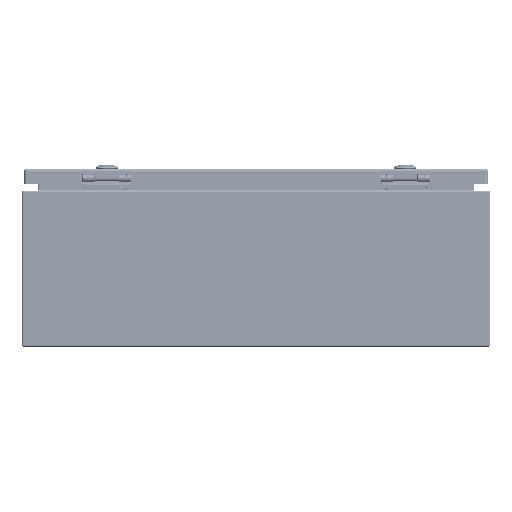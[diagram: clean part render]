
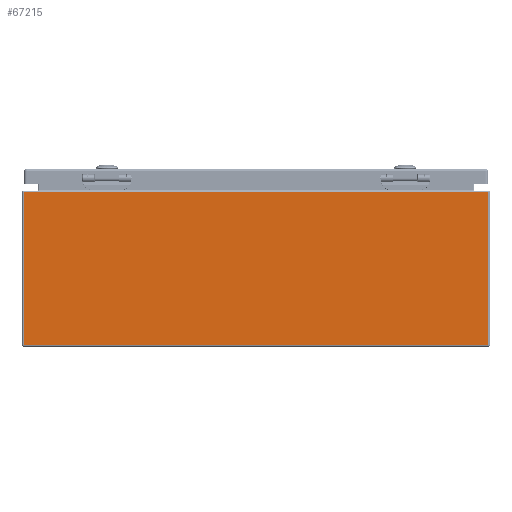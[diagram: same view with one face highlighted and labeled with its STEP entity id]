
A CAD part, left-side view. The second image highlights one B-rep face of the part: STEP entity #67215.
In plain terms, the highlighted planar face has unit normal (-1, 0, 0).
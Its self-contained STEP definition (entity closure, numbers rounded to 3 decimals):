
#6821=LINE('',#94475,#10955);
#6822=LINE('',#94482,#10956);
#6823=LINE('',#94484,#10957);
#6824=LINE('',#94485,#10958);
#10955=VECTOR('',#78284,0.394);
#10956=VECTOR('',#78293,0.394);
#10957=VECTOR('',#78294,0.394);
#10958=VECTOR('',#78295,0.394);
#16166=FACE_OUTER_BOUND('',#20326,.T.);
#20326=EDGE_LOOP('',(#44683,#44684,#44685,#44686));
#27290=VERTEX_POINT('',#94464);
#27293=VERTEX_POINT('',#94471);
#27296=VERTEX_POINT('',#94481);
#27297=VERTEX_POINT('',#94483);
#33984=EDGE_CURVE('',#27290,#27293,#6821,.T.);
#33987=EDGE_CURVE('',#27296,#27290,#6822,.T.);
#33988=EDGE_CURVE('',#27297,#27296,#6823,.T.);
#33989=EDGE_CURVE('',#27297,#27293,#6824,.T.);
#44683=ORIENTED_EDGE('',*,*,#33984,.F.);
#44684=ORIENTED_EDGE('',*,*,#33987,.F.);
#44685=ORIENTED_EDGE('',*,*,#33988,.F.);
#44686=ORIENTED_EDGE('',*,*,#33989,.T.);
#65749=PLANE('',#72232);
#67215=ADVANCED_FACE('',(#16166),#65749,.F.);
#72232=AXIS2_PLACEMENT_3D('',#94480,#78291,#78292);
#78284=DIRECTION('',(0.,0.,-1.));
#78291=DIRECTION('center_axis',(1.,0.,0.));
#78292=DIRECTION('ref_axis',(0.,0.,-1.));
#78293=DIRECTION('',(0.,-1.,0.));
#78294=DIRECTION('',(0.,0.,1.));
#78295=DIRECTION('',(0.,-1.,0.));
#94464=CARTESIAN_POINT('',(-15.,-11.916,7.916));
#94471=CARTESIAN_POINT('',(-15.,-11.916,0.084));
#94475=CARTESIAN_POINT('',(-15.,-11.916,7.916));
#94480=CARTESIAN_POINT('Origin',(-15.,-11.078,7.916));
#94481=CARTESIAN_POINT('',(-15.,11.916,7.916));
#94482=CARTESIAN_POINT('',(-15.,11.078,7.916));
#94483=CARTESIAN_POINT('',(-15.,11.916,0.084));
#94484=CARTESIAN_POINT('',(-15.,11.916,7.916));
#94485=CARTESIAN_POINT('',(-15.,0.,0.084));
